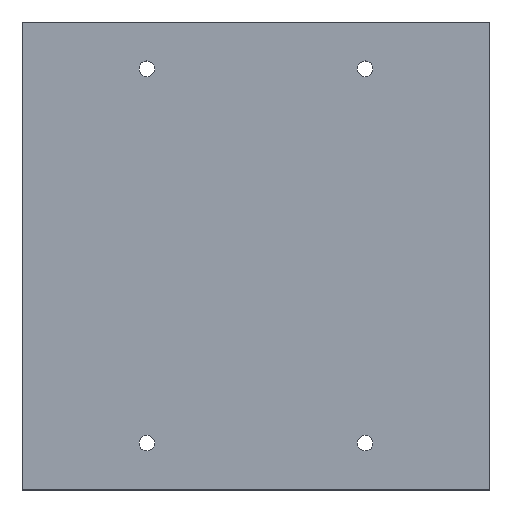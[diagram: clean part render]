
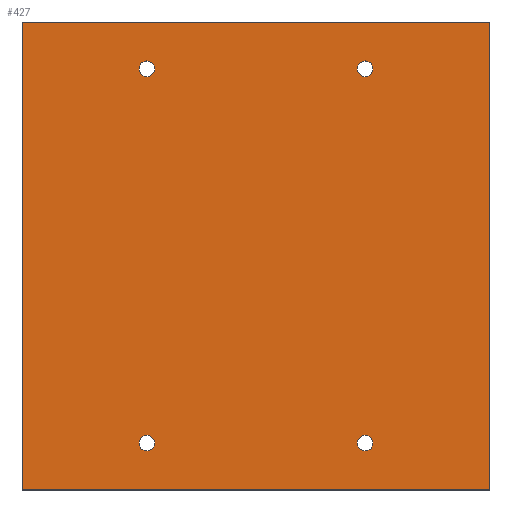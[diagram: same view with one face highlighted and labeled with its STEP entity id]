
A CAD part, top view. The second image highlights one B-rep face of the part: STEP entity #427.
In plain terms, the highlighted planar face has unit normal (0, 0, 1).
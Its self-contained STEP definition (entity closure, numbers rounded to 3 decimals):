
#1 = VERTEX_POINT ( 'NONE', #69 ) ;
#2 = VERTEX_POINT ( 'NONE', #33 ) ;
#3 = VERTEX_POINT ( 'NONE', #71 ) ;
#6 = VERTEX_POINT ( 'NONE', #482 ) ;
#7 = VERTEX_POINT ( 'NONE', #70 ) ;
#10 = VERTEX_POINT ( 'NONE', #485 ) ;
#11 = VERTEX_POINT ( 'NONE', #486 ) ;
#13 = EDGE_LOOP ( 'NONE', ( #441, #442 ) ) ;
#14 = EDGE_LOOP ( 'NONE', ( #445, #446 ) ) ;
#15 = EDGE_LOOP ( 'NONE', ( #78, #447, #448, #449 ) ) ;
#24 = VERTEX_POINT ( 'NONE', #489 ) ;
#25 = VERTEX_POINT ( 'NONE', #490 ) ;
#28 = VERTEX_POINT ( 'NONE', #493 ) ;
#29 = VERTEX_POINT ( 'NONE', #494 ) ;
#33 = CARTESIAN_POINT ( 'NONE',  ( 0., 0., 3. ) ) ;
#37 = EDGE_LOOP ( 'NONE', ( #443, #444 ) ) ;
#66 = EDGE_LOOP ( 'NONE', ( #439, #440 ) ) ;
#69 = CARTESIAN_POINT ( 'NONE',  ( 0., 150., 3. ) ) ;
#70 = CARTESIAN_POINT ( 'NONE',  ( 37.5, 135., 3. ) ) ;
#71 = CARTESIAN_POINT ( 'NONE',  ( 150., 0., 3. ) ) ;
#72 = VERTEX_POINT ( 'NONE', #499 ) ;
#78 = ORIENTED_EDGE ( 'NONE', *, *, #100, .T. ) ;
#83 = AXIS2_PLACEMENT_3D ( 'NONE', #180, #181, #182 ) ;
#84 = AXIS2_PLACEMENT_3D ( 'NONE', #509, #524, #525 ) ;
#87 = AXIS2_PLACEMENT_3D ( 'NONE', #232, #235, #236 ) ;
#89 = EDGE_CURVE ( 'NONE', #25, #24, #514, .T. ) ;
#91 = EDGE_CURVE ( 'NONE', #29, #28, #518, .T. ) ;
#93 = EDGE_CURVE ( 'NONE', #11, #10, #527, .T. ) ;
#96 = EDGE_CURVE ( 'NONE', #7, #6, #532, .T. ) ;
#100 = EDGE_CURVE ( 'NONE', #1, #2, #202, .T. ) ;
#101 = EDGE_CURVE ( 'NONE', #2, #3, #478, .T. ) ;
#105 = EDGE_CURVE ( 'NONE', #72, #1, #211, .T. ) ;
#109 = EDGE_CURVE ( 'NONE', #3, #72, #237, .T. ) ;
#112 = EDGE_CURVE ( 'NONE', #10, #11, #245, .T. ) ;
#117 = EDGE_CURVE ( 'NONE', #6, #7, #249, .T. ) ;
#118 = EDGE_CURVE ( 'NONE', #28, #29, #268, .T. ) ;
#119 = EDGE_CURVE ( 'NONE', #24, #25, #270, .T. ) ;
#127 = AXIS2_PLACEMENT_3D ( 'NONE', #505, #507, #508 ) ;
#128 = AXIS2_PLACEMENT_3D ( 'NONE', #511, #519, #520 ) ;
#129 = AXIS2_PLACEMENT_3D ( 'NONE', #254, #263, #264 ) ;
#130 = AXIS2_PLACEMENT_3D ( 'NONE', #250, #260, #261 ) ;
#131 = AXIS2_PLACEMENT_3D ( 'NONE', #259, #266, #284 ) ;
#145 = AXIS2_PLACEMENT_3D ( 'NONE', #340, #342, #343 ) ;
#180 = CARTESIAN_POINT ( 'NONE',  ( 40., 135., 3. ) ) ;
#181 = DIRECTION ( 'NONE',  ( 0., 0., 1. ) ) ;
#182 = DIRECTION ( 'NONE',  ( 1., 0., 0. ) ) ;
#189 = CARTESIAN_POINT ( 'NONE',  ( 0., 0., 3. ) ) ;
#190 = CARTESIAN_POINT ( 'NONE',  ( 0., 150., 3. ) ) ;
#191 = DIRECTION ( 'NONE',  ( 0., -1., 0. ) ) ;
#193 = DIRECTION ( 'NONE',  ( 1., 0., 0. ) ) ;
#202 = LINE ( 'NONE', #523, #205 ) ;
#205 = VECTOR ( 'NONE', #191, 1000. ) ;
#206 = VECTOR ( 'NONE', #193, 1000. ) ;
#211 = LINE ( 'NONE', #190, #213 ) ;
#213 = VECTOR ( 'NONE', #221, 1000. ) ;
#221 = DIRECTION ( 'NONE',  ( -1., 0., 0. ) ) ;
#227 = CARTESIAN_POINT ( 'NONE',  ( 150., 0., 3. ) ) ;
#228 = DIRECTION ( 'NONE',  ( 0., 1., 0. ) ) ;
#232 = CARTESIAN_POINT ( 'NONE',  ( 110., 135., 3. ) ) ;
#235 = DIRECTION ( 'NONE',  ( 0., 0., 1. ) ) ;
#236 = DIRECTION ( 'NONE',  ( 1., 0., 0. ) ) ;
#237 = LINE ( 'NONE', #227, #238 ) ;
#238 = VECTOR ( 'NONE', #228, 1000. ) ;
#245 = CIRCLE ( 'NONE', #87, 2.5 ) ;
#249 = CIRCLE ( 'NONE', #130, 2.5 ) ;
#250 = CARTESIAN_POINT ( 'NONE',  ( 40., 135., 3. ) ) ;
#254 = CARTESIAN_POINT ( 'NONE',  ( 110., 15., 3. ) ) ;
#259 = CARTESIAN_POINT ( 'NONE',  ( 40., 15., 3. ) ) ;
#260 = DIRECTION ( 'NONE',  ( 0., 0., 1. ) ) ;
#261 = DIRECTION ( 'NONE',  ( 1., 0., 0. ) ) ;
#263 = DIRECTION ( 'NONE',  ( 0., 0., 1. ) ) ;
#264 = DIRECTION ( 'NONE',  ( 1., 0., 0. ) ) ;
#266 = DIRECTION ( 'NONE',  ( 0., 0., 1. ) ) ;
#268 = CIRCLE ( 'NONE', #129, 2.5 ) ;
#270 = CIRCLE ( 'NONE', #131, 2.5 ) ;
#284 = DIRECTION ( 'NONE',  ( 1., 0., 0. ) ) ;
#315 = PLANE ( 'NONE',  #145 ) ;
#324 = FACE_OUTER_BOUND ( 'NONE', #15, .T. ) ;
#325 = FACE_BOUND ( 'NONE', #13, .T. ) ;
#326 = FACE_BOUND ( 'NONE', #66, .T. ) ;
#328 = FACE_BOUND ( 'NONE', #37, .T. ) ;
#330 = FACE_BOUND ( 'NONE', #14, .T. ) ;
#340 = CARTESIAN_POINT ( 'NONE',  ( 0., 150., 3. ) ) ;
#342 = DIRECTION ( 'NONE',  ( 0., 0., -1. ) ) ;
#343 = DIRECTION ( 'NONE',  ( -1., 0., 0. ) ) ;
#427 = ADVANCED_FACE ( 'NONE', ( #326, #325, #328, #330, #324 ), #315, .F. ) ;
#439 = ORIENTED_EDGE ( 'NONE', *, *, #118, .F. ) ;
#440 = ORIENTED_EDGE ( 'NONE', *, *, #91, .F. ) ;
#441 = ORIENTED_EDGE ( 'NONE', *, *, #119, .F. ) ;
#442 = ORIENTED_EDGE ( 'NONE', *, *, #89, .F. ) ;
#443 = ORIENTED_EDGE ( 'NONE', *, *, #112, .F. ) ;
#444 = ORIENTED_EDGE ( 'NONE', *, *, #93, .F. ) ;
#445 = ORIENTED_EDGE ( 'NONE', *, *, #117, .F. ) ;
#446 = ORIENTED_EDGE ( 'NONE', *, *, #96, .F. ) ;
#447 = ORIENTED_EDGE ( 'NONE', *, *, #101, .T. ) ;
#448 = ORIENTED_EDGE ( 'NONE', *, *, #109, .T. ) ;
#449 = ORIENTED_EDGE ( 'NONE', *, *, #105, .T. ) ;
#478 = LINE ( 'NONE', #189, #206 ) ;
#482 = CARTESIAN_POINT ( 'NONE',  ( 42.5, 135., 3. ) ) ;
#485 = CARTESIAN_POINT ( 'NONE',  ( 112.5, 135., 3. ) ) ;
#486 = CARTESIAN_POINT ( 'NONE',  ( 107.5, 135., 3. ) ) ;
#489 = CARTESIAN_POINT ( 'NONE',  ( 42.5, 15., 3. ) ) ;
#490 = CARTESIAN_POINT ( 'NONE',  ( 37.5, 15., 3. ) ) ;
#493 = CARTESIAN_POINT ( 'NONE',  ( 112.5, 15., 3. ) ) ;
#494 = CARTESIAN_POINT ( 'NONE',  ( 107.5, 15., 3. ) ) ;
#499 = CARTESIAN_POINT ( 'NONE',  ( 150., 150., 3. ) ) ;
#505 = CARTESIAN_POINT ( 'NONE',  ( 40., 15., 3. ) ) ;
#507 = DIRECTION ( 'NONE',  ( 0., 0., 1. ) ) ;
#508 = DIRECTION ( 'NONE',  ( 1., 0., 0. ) ) ;
#509 = CARTESIAN_POINT ( 'NONE',  ( 110., 135., 3. ) ) ;
#511 = CARTESIAN_POINT ( 'NONE',  ( 110., 15., 3. ) ) ;
#514 = CIRCLE ( 'NONE', #127, 2.5 ) ;
#518 = CIRCLE ( 'NONE', #128, 2.5 ) ;
#519 = DIRECTION ( 'NONE',  ( 0., 0., 1. ) ) ;
#520 = DIRECTION ( 'NONE',  ( 1., 0., 0. ) ) ;
#523 = CARTESIAN_POINT ( 'NONE',  ( 0., 0., 3. ) ) ;
#524 = DIRECTION ( 'NONE',  ( 0., 0., 1. ) ) ;
#525 = DIRECTION ( 'NONE',  ( 1., 0., 0. ) ) ;
#527 = CIRCLE ( 'NONE', #84, 2.5 ) ;
#532 = CIRCLE ( 'NONE', #83, 2.5 ) ;
